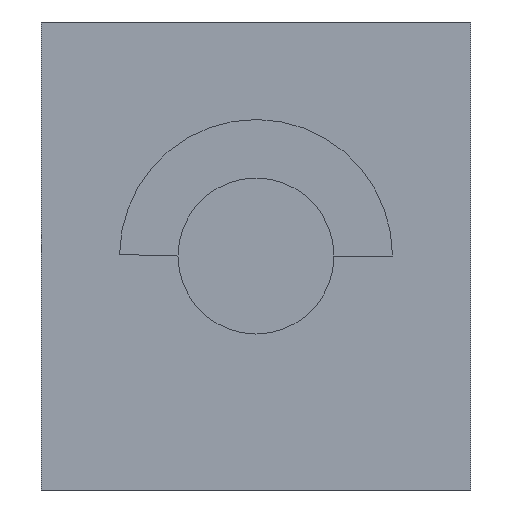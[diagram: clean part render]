
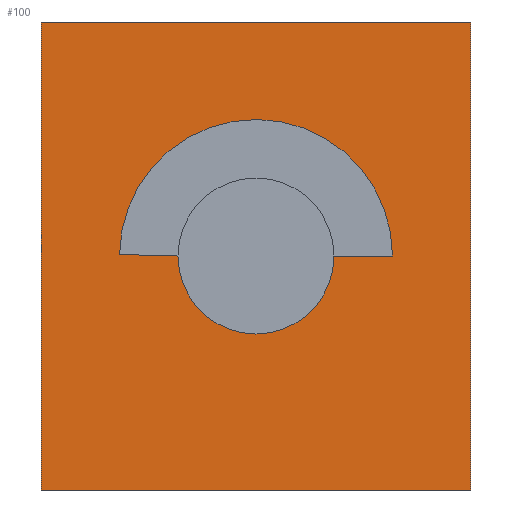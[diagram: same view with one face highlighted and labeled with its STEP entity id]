
A CAD part, left-side view. The second image highlights one B-rep face of the part: STEP entity #100.
In plain terms, the highlighted planar face has unit normal (-1, 0, 0).
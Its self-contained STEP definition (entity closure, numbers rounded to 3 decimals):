
#11 = VECTOR ( 'NONE', #135, 1000. ) ;
#18 = ORIENTED_EDGE ( 'NONE', *, *, #466, .F. ) ;
#36 = LINE ( 'NONE', #278, #491 ) ;
#58 = PLANE ( 'NONE',  #535 ) ;
#93 = EDGE_CURVE ( 'NONE', #209, #572, #487, .T. ) ;
#99 = ORIENTED_EDGE ( 'NONE', *, *, #585, .F. ) ;
#100 = ADVANCED_FACE ( 'NONE', ( #625, #682 ), #58, .F. ) ;
#106 = EDGE_CURVE ( 'NONE', #502, #209, #474, .T. ) ;
#135 = DIRECTION ( 'NONE',  ( 0., 0., 1. ) ) ;
#140 = DIRECTION ( 'NONE',  ( -1., 0., 0. ) ) ;
#162 = CARTESIAN_POINT ( 'NONE',  ( 0., 11., 0. ) ) ;
#172 = CARTESIAN_POINT ( 'NONE',  ( 0., 0., -12. ) ) ;
#203 = CARTESIAN_POINT ( 'NONE',  ( 0., 0., 0. ) ) ;
#209 = VERTEX_POINT ( 'NONE', #172 ) ;
#255 = CARTESIAN_POINT ( 'NONE',  ( 0., 5.5, -4. ) ) ;
#266 = ORIENTED_EDGE ( 'NONE', *, *, #365, .F. ) ;
#273 = DIRECTION ( 'NONE',  ( -1., 0., 0. ) ) ;
#278 = CARTESIAN_POINT ( 'NONE',  ( 0., 11., 0. ) ) ;
#294 = CARTESIAN_POINT ( 'NONE',  ( 0., 11., 0. ) ) ;
#300 = AXIS2_PLACEMENT_3D ( 'NONE', #623, #273, #687 ) ;
#313 = LINE ( 'NONE', #162, #477 ) ;
#322 = VERTEX_POINT ( 'NONE', #255 ) ;
#357 = DIRECTION ( 'NONE',  ( 0., 0., -1. ) ) ;
#365 = EDGE_CURVE ( 'NONE', #322, #590, #393, .T. ) ;
#387 = EDGE_LOOP ( 'NONE', ( #18, #266 ) ) ;
#393 = CIRCLE ( 'NONE', #479, 2. ) ;
#394 = CARTESIAN_POINT ( 'NONE',  ( 0., 11., -12. ) ) ;
#403 = CARTESIAN_POINT ( 'NONE',  ( 0., 11., 0. ) ) ;
#412 = CARTESIAN_POINT ( 'NONE',  ( 0., 11., -12. ) ) ;
#455 = CARTESIAN_POINT ( 'NONE',  ( 0., 0., 0. ) ) ;
#466 = EDGE_CURVE ( 'NONE', #590, #322, #766, .T. ) ;
#474 = LINE ( 'NONE', #412, #525 ) ;
#477 = VECTOR ( 'NONE', #522, 1000. ) ;
#479 = AXIS2_PLACEMENT_3D ( 'NONE', #501, #140, #558 ) ;
#487 = LINE ( 'NONE', #203, #11 ) ;
#491 = VECTOR ( 'NONE', #574, 1000. ) ;
#501 = CARTESIAN_POINT ( 'NONE',  ( 0., 5.5, -6. ) ) ;
#502 = VERTEX_POINT ( 'NONE', #394 ) ;
#521 = EDGE_LOOP ( 'NONE', ( #559, #99, #680, #631 ) ) ;
#522 = DIRECTION ( 'NONE',  ( 0., -1., 0. ) ) ;
#523 = EDGE_CURVE ( 'NONE', #502, #598, #36, .T. ) ;
#525 = VECTOR ( 'NONE', #533, 1000. ) ;
#533 = DIRECTION ( 'NONE',  ( 0., -1., 0. ) ) ;
#535 = AXIS2_PLACEMENT_3D ( 'NONE', #294, #589, #357 ) ;
#558 = DIRECTION ( 'NONE',  ( 0., 0., -1. ) ) ;
#559 = ORIENTED_EDGE ( 'NONE', *, *, #93, .T. ) ;
#572 = VERTEX_POINT ( 'NONE', #455 ) ;
#574 = DIRECTION ( 'NONE',  ( 0., 0., 1. ) ) ;
#585 = EDGE_CURVE ( 'NONE', #598, #572, #313, .T. ) ;
#589 = DIRECTION ( 'NONE',  ( 1., 0., 0. ) ) ;
#590 = VERTEX_POINT ( 'NONE', #634 ) ;
#598 = VERTEX_POINT ( 'NONE', #403 ) ;
#623 = CARTESIAN_POINT ( 'NONE',  ( 0., 5.5, -6. ) ) ;
#625 = FACE_OUTER_BOUND ( 'NONE', #521, .T. ) ;
#631 = ORIENTED_EDGE ( 'NONE', *, *, #106, .T. ) ;
#634 = CARTESIAN_POINT ( 'NONE',  ( 0., 5.5, -8. ) ) ;
#680 = ORIENTED_EDGE ( 'NONE', *, *, #523, .F. ) ;
#682 = FACE_BOUND ( 'NONE', #387, .T. ) ;
#687 = DIRECTION ( 'NONE',  ( 0., 0., -1. ) ) ;
#766 = CIRCLE ( 'NONE', #300, 2. ) ;
